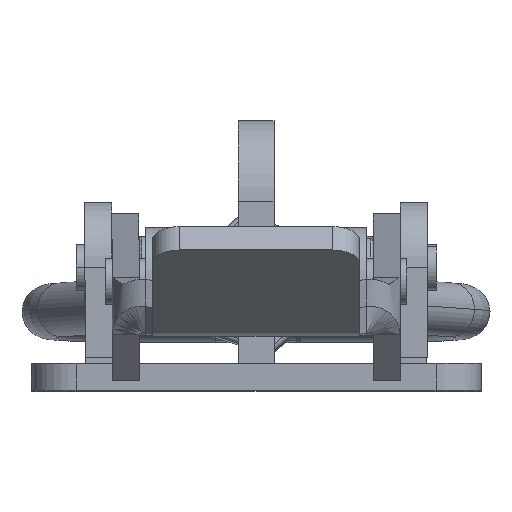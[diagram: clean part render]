
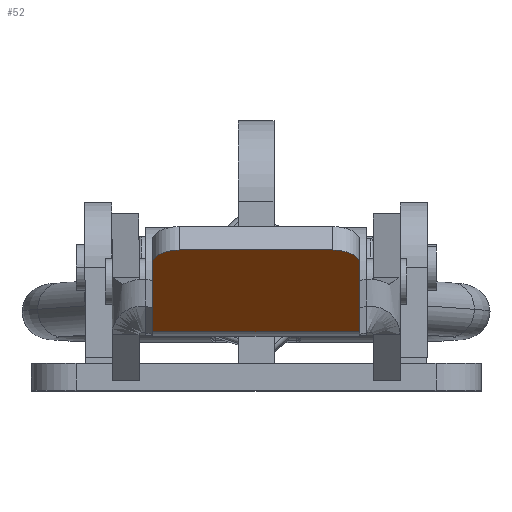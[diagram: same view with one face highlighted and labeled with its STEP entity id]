
A CAD part, top view. The second image highlights one B-rep face of the part: STEP entity #52.
In plain terms, the highlighted face is planar.
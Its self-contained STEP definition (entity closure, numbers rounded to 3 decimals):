
#52 = ADVANCED_FACE ( 'NONE', ( #3036 ), #4172, .F. ) ;
#136 = VERTEX_POINT ( 'NONE', #5518 ) ;
#282 = VECTOR ( 'NONE', #6112, 1000. ) ;
#356 = CARTESIAN_POINT ( 'NONE',  ( -11.5, -12.617, -2.872 ) ) ;
#387 = CARTESIAN_POINT ( 'NONE',  ( 11.5, -10.688, -5.17 ) ) ;
#647 = CARTESIAN_POINT ( 'NONE',  ( 11.5, -12.617, -2.872 ) ) ;
#650 = LINE ( 'NONE', #8273, #8082 ) ;
#884 = VERTEX_POINT ( 'NONE', #387 ) ;
#1019 = ORIENTED_EDGE ( 'NONE', *, *, #3562, .T. ) ;
#1198 = AXIS2_PLACEMENT_3D ( 'NONE', #6263, #1961, #6985 ) ;
#1420 = CIRCLE ( 'NONE', #1993, 3. ) ;
#1463 = CARTESIAN_POINT ( 'NONE',  ( -8.5, -12.617, -2.872 ) ) ;
#1494 = AXIS2_PLACEMENT_3D ( 'NONE', #9174, #8480, #3440 ) ;
#1718 = VERTEX_POINT ( 'NONE', #4699 ) ;
#1961 = DIRECTION ( 'NONE',  ( 0., 0.766, 0.643 ) ) ;
#1993 = AXIS2_PLACEMENT_3D ( 'NONE', #7929, #3603, #8631 ) ;
#2197 = LINE ( 'NONE', #356, #282 ) ;
#2582 = EDGE_CURVE ( 'NONE', #3734, #136, #2197, .T. ) ;
#2633 = ORIENTED_EDGE ( 'NONE', *, *, #9067, .T. ) ;
#2715 = ORIENTED_EDGE ( 'NONE', *, *, #5901, .T. ) ;
#3036 = FACE_OUTER_BOUND ( 'NONE', #6092, .T. ) ;
#3152 = VERTEX_POINT ( 'NONE', #8097 ) ;
#3440 = DIRECTION ( 'NONE',  ( 0., 0.643, -0.766 ) ) ;
#3560 = VECTOR ( 'NONE', #4961, 1000. ) ;
#3562 = EDGE_CURVE ( 'NONE', #6772, #3152, #8599, .T. ) ;
#3603 = DIRECTION ( 'NONE',  ( 0., 0.766, 0.643 ) ) ;
#3734 = VERTEX_POINT ( 'NONE', #8473 ) ;
#3963 = DIRECTION ( 'NONE',  ( -1., 0., 0. ) ) ;
#4172 = PLANE ( 'NONE',  #1494 ) ;
#4699 = CARTESIAN_POINT ( 'NONE',  ( 11.5, -0.874, -16.866 ) ) ;
#4961 = DIRECTION ( 'NONE',  ( 0., 0.643, -0.766 ) ) ;
#5474 = LINE ( 'NONE', #647, #3560 ) ;
#5518 = CARTESIAN_POINT ( 'NONE',  ( -11.5, -10.688, -5.17 ) ) ;
#5901 = EDGE_CURVE ( 'NONE', #3152, #884, #9076, .T. ) ;
#6080 = DIRECTION ( 'NONE',  ( 1., 0., 0. ) ) ;
#6092 = EDGE_LOOP ( 'NONE', ( #8916, #9078, #1019, #2715, #2633, #8638 ) ) ;
#6112 = DIRECTION ( 'NONE',  ( 0., -0.643, 0.766 ) ) ;
#6263 = CARTESIAN_POINT ( 'NONE',  ( 8.5, -10.688, -5.17 ) ) ;
#6712 = CARTESIAN_POINT ( 'NONE',  ( 11.5, -12.617, -2.872 ) ) ;
#6772 = VERTEX_POINT ( 'NONE', #1463 ) ;
#6985 = DIRECTION ( 'NONE',  ( 0., 0.643, -0.766 ) ) ;
#7929 = CARTESIAN_POINT ( 'NONE',  ( -8.5, -10.688, -5.17 ) ) ;
#8082 = VECTOR ( 'NONE', #3963, 1000. ) ;
#8097 = CARTESIAN_POINT ( 'NONE',  ( 8.5, -12.617, -2.872 ) ) ;
#8150 = VECTOR ( 'NONE', #6080, 1000. ) ;
#8273 = CARTESIAN_POINT ( 'NONE',  ( 23.201, -0.874, -16.866 ) ) ;
#8452 = EDGE_CURVE ( 'NONE', #1718, #3734, #650, .T. ) ;
#8473 = CARTESIAN_POINT ( 'NONE',  ( -11.5, -0.874, -16.866 ) ) ;
#8480 = DIRECTION ( 'NONE',  ( 0., -0.766, -0.643 ) ) ;
#8599 = LINE ( 'NONE', #6712, #8150 ) ;
#8631 = DIRECTION ( 'NONE',  ( 0., 0.643, -0.766 ) ) ;
#8638 = ORIENTED_EDGE ( 'NONE', *, *, #8452, .T. ) ;
#8916 = ORIENTED_EDGE ( 'NONE', *, *, #2582, .T. ) ;
#9067 = EDGE_CURVE ( 'NONE', #884, #1718, #5474, .T. ) ;
#9076 = CIRCLE ( 'NONE', #1198, 3. ) ;
#9078 = ORIENTED_EDGE ( 'NONE', *, *, #9125, .T. ) ;
#9125 = EDGE_CURVE ( 'NONE', #136, #6772, #1420, .T. ) ;
#9174 = CARTESIAN_POINT ( 'NONE',  ( 23.201, 61.947, -91.733 ) ) ;
